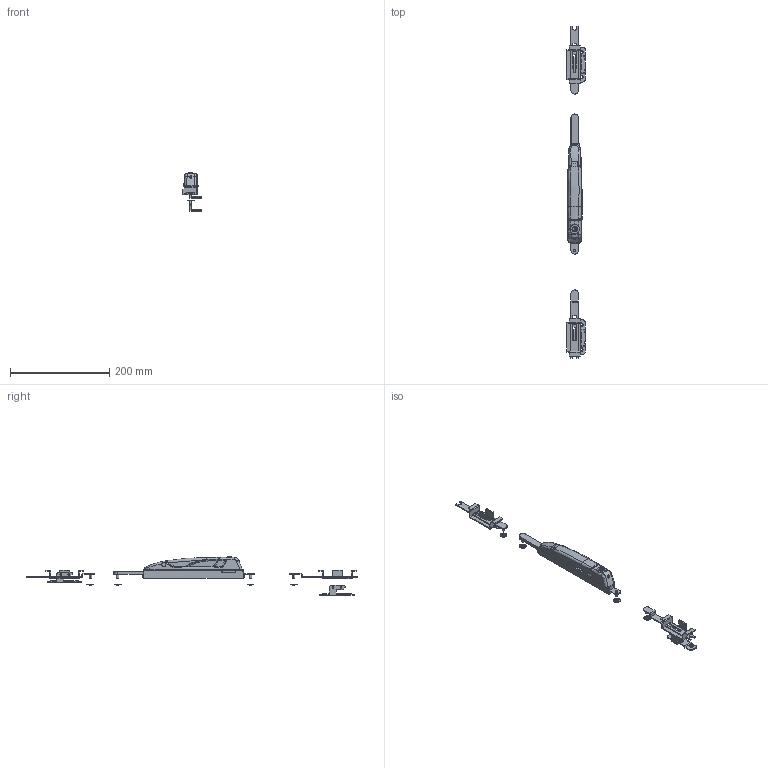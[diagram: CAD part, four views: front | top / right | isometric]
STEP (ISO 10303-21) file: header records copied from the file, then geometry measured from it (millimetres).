
FILE_DESCRIPTION (( 'STEP AP203' ), '1' );
FILE_NAME ('A-432.STEP', '2012-08-01T04:28:12', ( '11sw' ), ( 'タキゲン製造株式会社' ), 'SwSTEP 2.0', 'SolidWorks 2011', '' );
FILE_SCHEMA (( 'CONFIG_CONTROL_DESIGN' ));
Length unit declared in the file: millimetre
Products named in the file (13): A-432パッキン_; A-432ハンドル_; A-432本体_; A-432; A-432偹偠M5亊14SW_; A-432プッシュナット_; A-432ストライカーB_; A-432ストライカーA_; A-432儘僢僋僾儗乕僩A_; A-432儘僢僋僾儗乕僩B_; A-432スライダー組立_; A-432スライダー_; A-432僗儔僀僟乕働乕僗_
Assembly tree (20 placements, depth 3):
  A-432
    A-432本体_
    A-432偹偠M5亊14SW_  x2
    A-432プッシュナット_  x4
    A-432ストライカーB_  x2
    A-432ストライカーA_  x2
    A-432儘僢僋僾儗乕僩A_  x2
    A-432儘僢僋僾儗乕僩B_  x2
    A-432スライダー組立_
      A-432スライダー_
      A-432僗儔僀僟乕働乕僗_
    A-432パッキン_
    A-432ハンドル_
Bounding box: 37.2 x 670 x 78 mm (x, y, z)
Volume: 143776.9 mm3; surface area: 113040.4 mm2
Topology: 19 solids, 19 shells, 876 faces, 2316 edges, 1484 vertices
Faces by surface type: plane 461, cylinder 257, bspline 73, cone 41, torus 32, sphere 12
Entity records: 26595 total; most frequent: CARTESIAN_POINT 8889, ORIENTED_EDGE 3498, DIRECTION 3198, EDGE_CURVE 1749, VERTEX_POINT 1120, AXIS2_PLACEMENT_3D 1087, VECTOR 1024, LINE 1024
